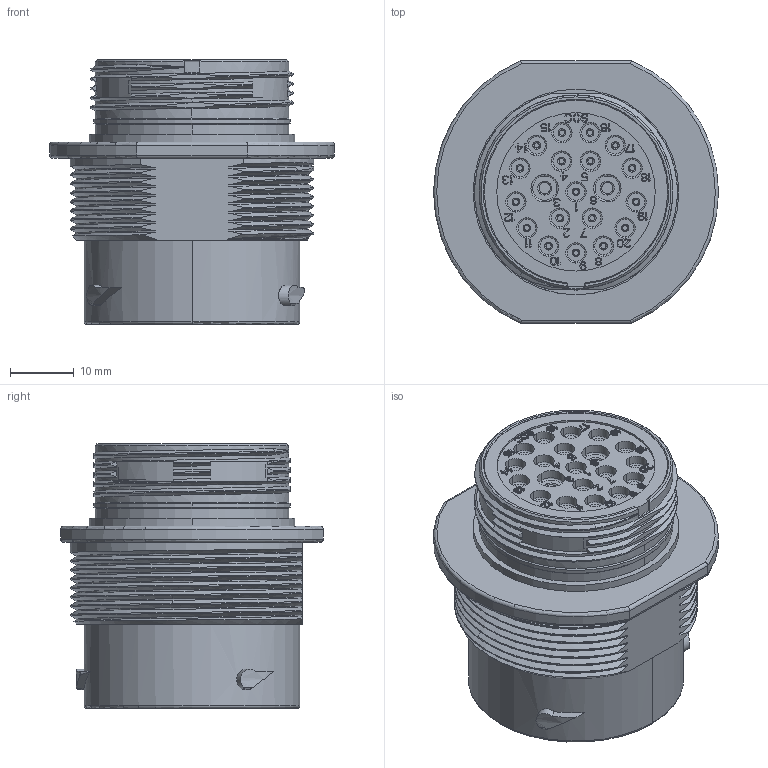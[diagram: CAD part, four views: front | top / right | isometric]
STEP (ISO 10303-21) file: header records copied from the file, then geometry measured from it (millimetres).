
FILE_DESCRIPTION((''),'2;1');
FILE_NAME('C-AHDM04-18-20SN_3D','2018-09-30T',('Administrator'),(''),'PRO/ENGINEER BY PARAMETRIC TECHNOLOGY CORPORATION, 2016360','PRO/ENGINEER BY PARAMETRIC TECHNOLOGY CORPORATION, 2016360','');
FILE_SCHEMA(('CONFIG_CONTROL_DESIGN'));
Products named in the file (1): C-AHDM04-18-20SN_3D
Bounding box: 44.6 x 41.1 x 41.45 mm (x, y, z)
Volume: 33775 mm3; surface area: 11041.9 mm2
Topology: 1 solids, 2 shells, 2454 faces, 6927 edges, 4639 vertices
Faces by surface type: plane 2089, cylinder 137, torus 90, bspline 77, cone 56, extrusion 5
Entity records: 83810 total; most frequent: CARTESIAN_POINT 20245, ORIENTED_EDGE 13850, DIRECTION 12038, EDGE_CURVE 6925, VECTOR 5948, LINE 5943, VERTEX_POINT 4639, AXIS2_PLACEMENT_3D 3045
